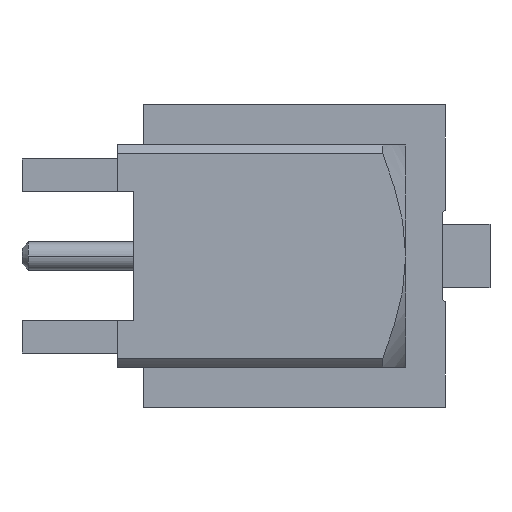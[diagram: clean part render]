
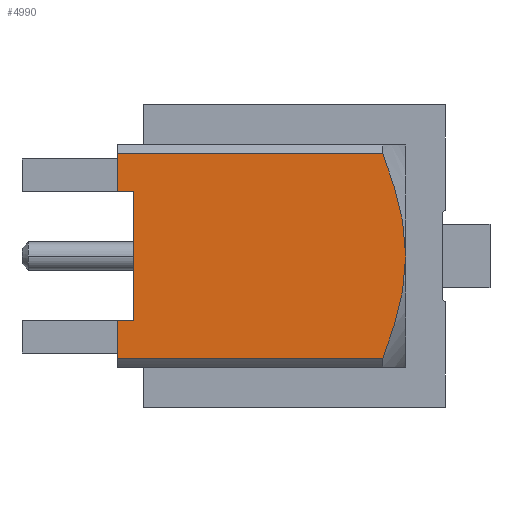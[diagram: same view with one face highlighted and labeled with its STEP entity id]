
A CAD part, front view. The second image highlights one B-rep face of the part: STEP entity #4990.
In plain terms, the highlighted planar face has unit normal (0, -1, 0).
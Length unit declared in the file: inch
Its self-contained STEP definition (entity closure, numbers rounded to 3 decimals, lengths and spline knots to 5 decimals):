
#454 = VECTOR ( 'NONE', #5538, 39.37008 ) ;
#613 = DIRECTION ( 'NONE',  ( 0., 0., 1. ) ) ;
#850 = VECTOR ( 'NONE', #2266, 39.37008 ) ;
#950 = EDGE_CURVE ( 'NONE', #9745, #10051, #9776, .T. ) ;
#1013 = VERTEX_POINT ( 'NONE', #10142 ) ;
#1421 = EDGE_CURVE ( 'NONE', #9745, #5455, #11151, .T. ) ;
#1467 = CARTESIAN_POINT ( 'NONE',  ( -0.35669, -0.1378, 0.12643 ) ) ;
#1554 = LINE ( 'NONE', #9332, #2840 ) ;
#1842 = VECTOR ( 'NONE', #2146, 39.37008 ) ;
#2038 = LINE ( 'NONE', #11931, #1842 ) ;
#2146 = DIRECTION ( 'NONE',  ( -1., 0., 0. ) ) ;
#2194 = CARTESIAN_POINT ( 'NONE',  ( 0., -0.1378, 0. ) ) ;
#2263 = CARTESIAN_POINT ( 'NONE',  ( -0.02841, -0.1378, -0.12643 ) ) ;
#2266 = DIRECTION ( 'NONE',  ( 0., 0., -1. ) ) ;
#2316 = CARTESIAN_POINT ( 'NONE',  ( -0.02841, -0.1378, 0.12643 ) ) ;
#2339 = VERTEX_POINT ( 'NONE', #5135 ) ;
#2519 = CARTESIAN_POINT ( 'NONE',  ( 0., -0.1378, -0.02194 ) ) ;
#2522 = LINE ( 'NONE', #11232, #454 ) ;
#2573 = VECTOR ( 'NONE', #4078, 39.37008 ) ;
#2638 = CARTESIAN_POINT ( 'NONE',  ( 0.00039, -0.1378, -0.12682 ) ) ;
#2806 = DIRECTION ( 'NONE',  ( -1., 0., 0. ) ) ;
#2840 = VECTOR ( 'NONE', #613, 39.37008 ) ;
#2915 = CARTESIAN_POINT ( 'NONE',  ( -0.00311, -0.1378, 0.04333 ) ) ;
#3148 = ORIENTED_EDGE ( 'NONE', *, *, #8474, .T. ) ;
#3196 = LINE ( 'NONE', #7091, #850 ) ;
#3263 = LINE ( 'NONE', #11041, #12429 ) ;
#3331 = CARTESIAN_POINT ( 'NONE',  ( 0., -0.1378, 0. ) ) ;
#3415 = CARTESIAN_POINT ( 'NONE',  ( -0.33701, -0.1378, 0.07992 ) ) ;
#3478 = ORIENTED_EDGE ( 'NONE', *, *, #8422, .F. ) ;
#3498 = DIRECTION ( 'NONE',  ( 0., 0., 1. ) ) ;
#3717 = EDGE_LOOP ( 'NONE', ( #6189, #10436, #9211, #5731, #3148, #11991, #3478, #9675, #8507 ) ) ;
#4078 = DIRECTION ( 'NONE',  ( 1., 0., 0. ) ) ;
#4228 = DIRECTION ( 'NONE',  ( -1., 0., 0. ) ) ;
#4452 = DIRECTION ( 'NONE',  ( 0., -1., 0. ) ) ;
#4577 = VERTEX_POINT ( 'NONE', #4689 ) ;
#4689 = CARTESIAN_POINT ( 'NONE',  ( -0.35669, -0.1378, 0.07992 ) ) ;
#4885 = VECTOR ( 'NONE', #2806, 39.37008 ) ;
#4990 = ADVANCED_FACE ( 'NONE', ( #9409 ), #11382, .T. ) ;
#5135 = CARTESIAN_POINT ( 'NONE',  ( -0.33701, -0.1378, -0.07992 ) ) ;
#5280 = EDGE_CURVE ( 'NONE', #10051, #10181, #2038, .T. ) ;
#5338 = EDGE_CURVE ( 'NONE', #5494, #4577, #3196, .T. ) ;
#5419 = EDGE_CURVE ( 'NONE', #10181, #1013, #2522, .T. ) ;
#5455 = VERTEX_POINT ( 'NONE', #2316 ) ;
#5463 = CARTESIAN_POINT ( 'NONE',  ( -0.02048, -0.1378, -0.10611 ) ) ;
#5494 = VERTEX_POINT ( 'NONE', #1467 ) ;
#5538 = DIRECTION ( 'NONE',  ( 0., 0., 1. ) ) ;
#5731 = ORIENTED_EDGE ( 'NONE', *, *, #1421, .T. ) ;
#5737 = AXIS2_PLACEMENT_3D ( 'NONE', #2638, #4452, #3498 ) ;
#5937 = LINE ( 'NONE', #7813, #2573 ) ;
#6189 = ORIENTED_EDGE ( 'NONE', *, *, #5419, .F. ) ;
#6820 = CARTESIAN_POINT ( 'NONE',  ( -0.02841, -0.1378, 0.12643 ) ) ;
#7091 = CARTESIAN_POINT ( 'NONE',  ( -0.35669, -0.1378, 0. ) ) ;
#7813 = CARTESIAN_POINT ( 'NONE',  ( -0.40591, -0.1378, -0.07992 ) ) ;
#8106 = VERTEX_POINT ( 'NONE', #3415 ) ;
#8296 = CARTESIAN_POINT ( 'NONE',  ( -0.00311, -0.1378, -0.04333 ) ) ;
#8393 = CARTESIAN_POINT ( 'NONE',  ( -0.35669, -0.1378, -0.12643 ) ) ;
#8422 = EDGE_CURVE ( 'NONE', #8106, #4577, #8730, .T. ) ;
#8474 = EDGE_CURVE ( 'NONE', #5455, #5494, #3263, .T. ) ;
#8507 = ORIENTED_EDGE ( 'NONE', *, *, #10133, .F. ) ;
#8705 = CARTESIAN_POINT ( 'NONE',  ( -0.01339, -0.1378, 0.0854 ) ) ;
#8730 = LINE ( 'NONE', #10471, #4885 ) ;
#9211 = ORIENTED_EDGE ( 'NONE', *, *, #950, .F. ) ;
#9332 = CARTESIAN_POINT ( 'NONE',  ( -0.33701, -0.1378, 0. ) ) ;
#9409 = FACE_OUTER_BOUND ( 'NONE', #3717, .T. ) ;
#9675 = ORIENTED_EDGE ( 'NONE', *, *, #11234, .F. ) ;
#9745 = VERTEX_POINT ( 'NONE', #2194 ) ;
#9776 = B_SPLINE_CURVE_WITH_KNOTS ( 'NONE', 3,
 ( #3331, #2519, #8296, #12193, #5463, #2263 ),
 .UNSPECIFIED., .F., .F.,
 ( 4, 2, 4 ),
 ( 0., 0.00165, 0.00329 ),
 .UNSPECIFIED. ) ;
#10051 = VERTEX_POINT ( 'NONE', #12550 ) ;
#10133 = EDGE_CURVE ( 'NONE', #1013, #2339, #5937, .T. ) ;
#10142 = CARTESIAN_POINT ( 'NONE',  ( -0.35669, -0.1378, -0.07992 ) ) ;
#10181 = VERTEX_POINT ( 'NONE', #8393 ) ;
#10436 = ORIENTED_EDGE ( 'NONE', *, *, #5280, .F. ) ;
#10471 = CARTESIAN_POINT ( 'NONE',  ( -0.40591, -0.1378, 0.07992 ) ) ;
#10762 = CARTESIAN_POINT ( 'NONE',  ( 0., -0.1378, 0. ) ) ;
#11041 = CARTESIAN_POINT ( 'NONE',  ( -0.17835, -0.1378, 0.12643 ) ) ;
#11151 = B_SPLINE_CURVE_WITH_KNOTS ( 'NONE', 3,
 ( #10762, #11651, #2915, #8705, #11899, #6820 ),
 .UNSPECIFIED., .F., .F.,
 ( 4, 2, 4 ),
 ( 0., 0.00165, 0.00329 ),
 .UNSPECIFIED. ) ;
#11232 = CARTESIAN_POINT ( 'NONE',  ( -0.35669, -0.1378, -0.10886 ) ) ;
#11234 = EDGE_CURVE ( 'NONE', #2339, #8106, #1554, .T. ) ;
#11382 = PLANE ( 'NONE',  #5737 ) ;
#11651 = CARTESIAN_POINT ( 'NONE',  ( 0., -0.1378, 0.02194 ) ) ;
#11899 = CARTESIAN_POINT ( 'NONE',  ( -0.02048, -0.1378, 0.10611 ) ) ;
#11931 = CARTESIAN_POINT ( 'NONE',  ( -0.19255, -0.1378, -0.12643 ) ) ;
#11991 = ORIENTED_EDGE ( 'NONE', *, *, #5338, .T. ) ;
#12193 = CARTESIAN_POINT ( 'NONE',  ( -0.01339, -0.1378, -0.0854 ) ) ;
#12429 = VECTOR ( 'NONE', #4228, 39.37008 ) ;
#12550 = CARTESIAN_POINT ( 'NONE',  ( -0.02841, -0.1378, -0.12643 ) ) ;
